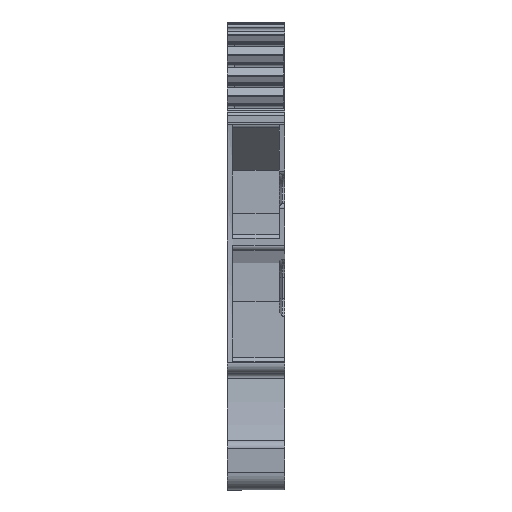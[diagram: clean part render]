
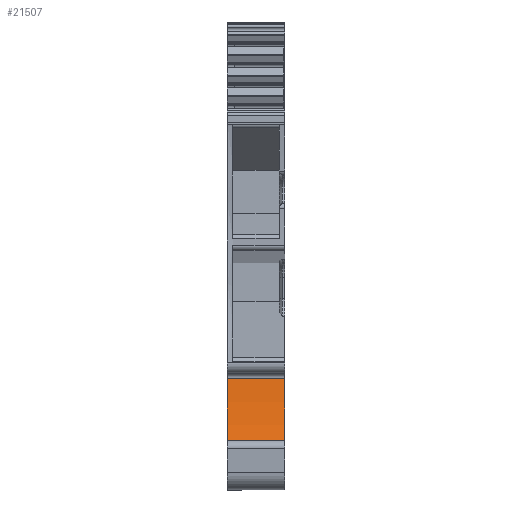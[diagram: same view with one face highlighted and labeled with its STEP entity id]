
A CAD part, front view. The second image highlights one B-rep face of the part: STEP entity #21507.
In plain terms, the highlighted cylindrical face has radius 36.422 mm (diameter 72.843 mm), a partial arc.
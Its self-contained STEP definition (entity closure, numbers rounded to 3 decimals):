
#21480=AXIS2_PLACEMENT_3D('Cylinder Axis2P3D',#21477,#21478,#21479) ;
#21493=AXIS2_PLACEMENT_3D('Circle Axis2P3D',#21491,#21492,$) ;
#21498=AXIS2_PLACEMENT_3D('Circle Axis2P3D',#21496,#21497,$) ;
#21451=CARTESIAN_POINT('Line Origine',(3.05,3.577,4.594)) ;
#21455=CARTESIAN_POINT('Vertex',(0.,3.577,4.594)) ;
#21457=CARTESIAN_POINT('Vertex',(6.1,3.577,4.594)) ;
#21477=CARTESIAN_POINT('Axis2P3D Location',(3.05,-31.023,15.967)) ;
#21482=CARTESIAN_POINT('Line Origine',(3.05,5.17,11.894)) ;
#21486=CARTESIAN_POINT('Vertex',(0.,5.17,11.894)) ;
#21488=CARTESIAN_POINT('Vertex',(6.1,5.17,11.894)) ;
#21491=CARTESIAN_POINT('Axis2P3D Location',(0.,-31.023,15.967)) ;
#21496=CARTESIAN_POINT('Axis2P3D Location',(6.1,-31.023,15.967)) ;
#21452=DIRECTION('Vector Direction',(1.,0.,0.)) ;
#21478=DIRECTION('Axis2P3D Direction',(1.,0.,0.)) ;
#21479=DIRECTION('Axis2P3D XDirection',(0.,0.95,-0.312)) ;
#21483=DIRECTION('Vector Direction',(1.,0.,0.)) ;
#21492=DIRECTION('Axis2P3D Direction',(1.,0.,0.)) ;
#21497=DIRECTION('Axis2P3D Direction',(1.,0.,0.)) ;
#21453=VECTOR('Line Direction',#21452,1.) ;
#21484=VECTOR('Line Direction',#21483,1.) ;
#21502=ORIENTED_EDGE('',*,*,#21490,.F.) ;
#21503=ORIENTED_EDGE('',*,*,#21495,.T.) ;
#21504=ORIENTED_EDGE('',*,*,#21459,.T.) ;
#21505=ORIENTED_EDGE('',*,*,#21500,.F.) ;
#21507=ADVANCED_FACE('KLTR',(#21506),#21481,.F.) ;
#21494=CIRCLE('generated circle',#21493,36.422) ;
#21499=CIRCLE('generated circle',#21498,36.422) ;
#21481=CYLINDRICAL_SURFACE('generated cylinder',#21480,36.422) ;
#21459=EDGE_CURVE('',#21456,#21458,#21454,.T.) ;
#21490=EDGE_CURVE('',#21487,#21489,#21485,.T.) ;
#21495=EDGE_CURVE('',#21487,#21456,#21494,.F.) ;
#21500=EDGE_CURVE('',#21489,#21458,#21499,.F.) ;
#21501=EDGE_LOOP('',(#21502,#21503,#21504,#21505)) ;
#21506=FACE_OUTER_BOUND('',#21501,.T.) ;
#21454=LINE('Line',#21451,#21453) ;
#21485=LINE('Line',#21482,#21484) ;
#21456=VERTEX_POINT('',#21455) ;
#21458=VERTEX_POINT('',#21457) ;
#21487=VERTEX_POINT('',#21486) ;
#21489=VERTEX_POINT('',#21488) ;
